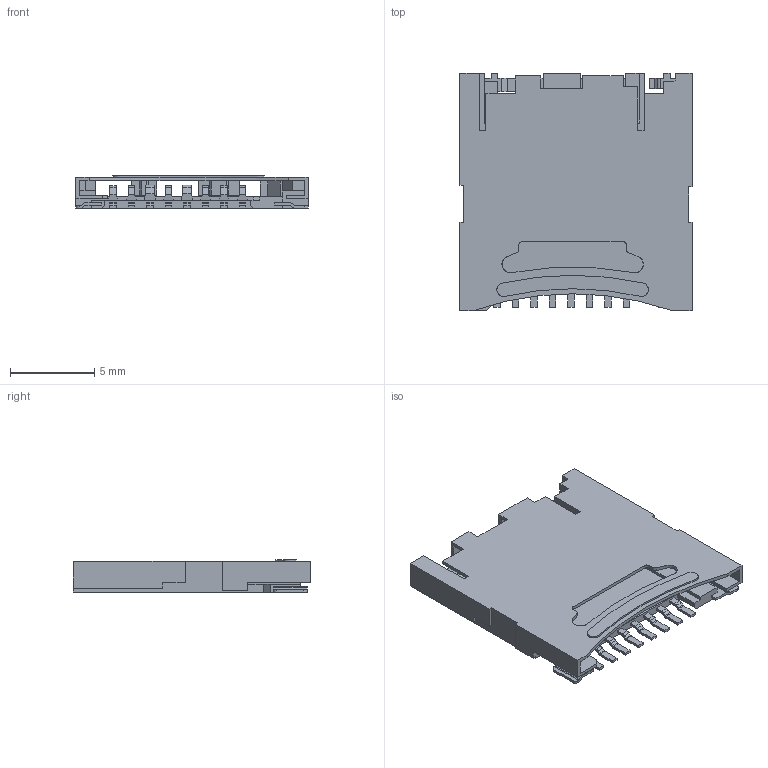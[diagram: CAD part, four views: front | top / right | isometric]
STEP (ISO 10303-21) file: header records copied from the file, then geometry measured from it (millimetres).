
FILE_DESCRIPTION(('FreeCAD Model'),'2;1');
FILE_NAME('Open CASCADE Shape Model','2021-05-21T21:35:57',('Author'),( ''),'Open CASCADE STEP processor 7.4','FreeCAD','Unknown');
FILE_SCHEMA(('AUTOMOTIVE_DESIGN { 1 0 10303 214 1 1 1 1 }'));
Length unit declared in the file: millimetre
Products named in the file (2): DM3CS-SF; Open CASCADE STEP translator 7.4 1.1
Assembly tree (1 placements, depth 2):
  DM3CS-SF
    Open CASCADE STEP translator 7.4 1.1
Bounding box: 13.8 x 14.1 x 1.93 mm (x, y, z)
Volume: 142 mm3; surface area: 749.9 mm2
Topology: 1 solids, 1 shells, 496 faces, 1439 edges, 955 vertices
Faces by surface type: plane 393, cylinder 101, extrusion 2
Entity records: 35634 total; most frequent: CARTESIAN_POINT 6883, DIRECTION 5357, VECTOR 3883, LINE 3881, ORIENTED_EDGE 2878, PCURVE 2878, DEFINITIONAL_REPRESENTATION 2878, EDGE_CURVE 1439
